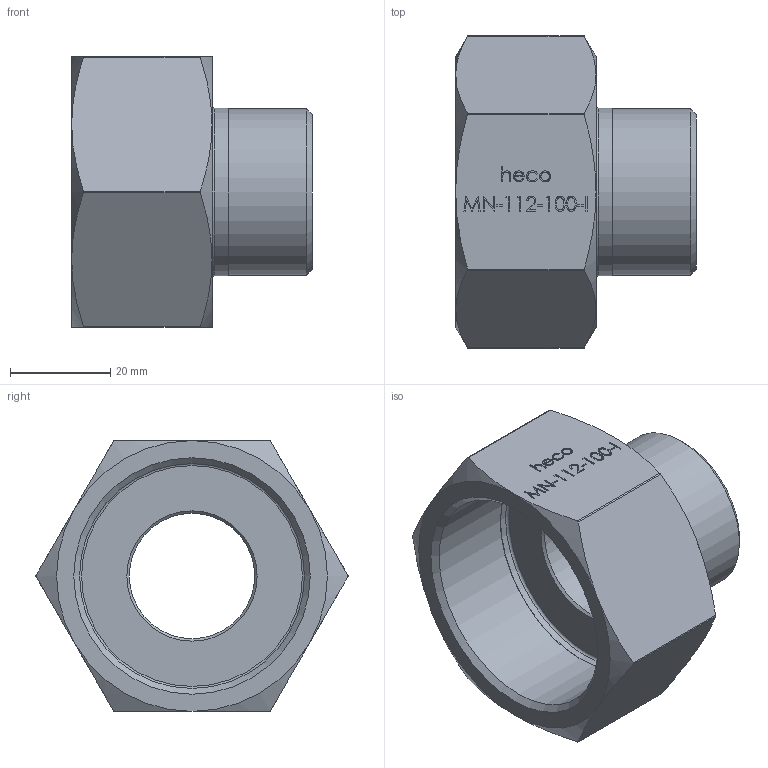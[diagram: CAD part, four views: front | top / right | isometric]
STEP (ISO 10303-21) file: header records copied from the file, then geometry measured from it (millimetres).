
FILE_DESCRIPTION (( 'STEP AP214' ), '1' );
FILE_NAME ('heco_MN-112-100-I.STEP', '2016-06-21T11:40:19', ( '' ), ( '' ), 'SwSTEP 2.0', 'SolidWorks 2011', '' );
FILE_SCHEMA (( 'AUTOMOTIVE_DESIGN' ));
Length unit declared in the file: millimetre
Products named in the file (1): heco_MN-112-100-I
Bounding box: 48 x 62.26 x 54 mm (x, y, z)
Volume: 41687.4 mm3; surface area: 15987.2 mm2
Topology: 1 solids, 1 shells, 196 faces, 494 edges, 324 vertices
Faces by surface type: plane 108, bspline 59, cone 16, cylinder 11, torus 2
Full cylindrical faces by diameter (mm): 25 x1, 33.249 x1, 33.449 x1, 44.845 x1, 45.045 x1
Entity records: 9756 total; most frequent: CARTESIAN_POINT 5047, ORIENTED_EDGE 962, DIRECTION 631, EDGE_CURVE 481, VERTEX_POINT 322, LINE 299, VECTOR 299, EDGE_LOOP 233
